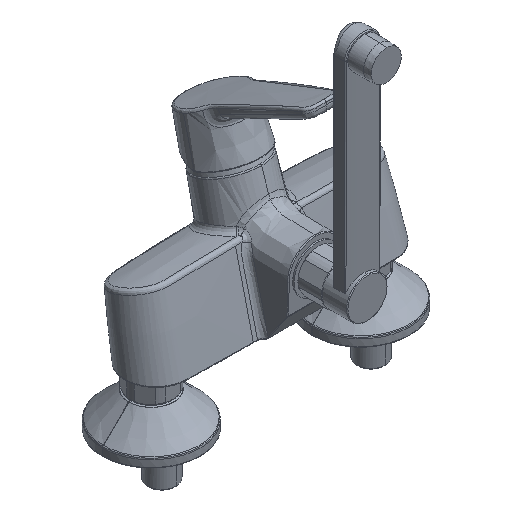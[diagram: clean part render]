
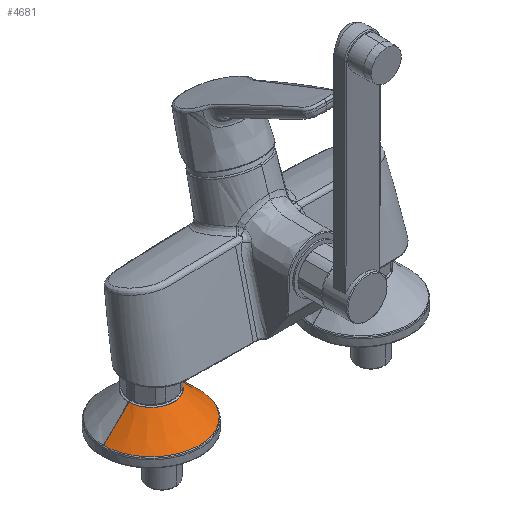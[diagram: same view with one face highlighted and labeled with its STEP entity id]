
A CAD part, isometric view. The second image highlights one B-rep face of the part: STEP entity #4681.
In plain terms, the highlighted conical face has half-angle 45.496 degrees and reference radius 35 mm.
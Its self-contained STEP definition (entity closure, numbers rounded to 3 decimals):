
#286 = CARTESIAN_POINT ( 'NONE',  ( -101.061, -23.002, -18.511 ) ) ;
#417 = CARTESIAN_POINT ( 'NONE',  ( -59.898, -31.19, -18.511 ) ) ;
#1062 = AXIS2_PLACEMENT_3D ( 'NONE', #24467, #15591, #33477 ) ;
#1216 = DIRECTION ( 'NONE',  ( 0., 0., -1. ) ) ;
#3155 = CARTESIAN_POINT ( 'NONE',  ( -109.545, -2.52, -18.511 ) ) ;
#3275 = CARTESIAN_POINT ( 'NONE',  ( -96.128, -27.621, -18.511 ) ) ;
#3402 = CARTESIAN_POINT ( 'NONE',  ( -54.158, -27.621, -18.511 ) ) ;
#4487 = CIRCLE ( 'NONE', #9682, 16.252 ) ;
#4646 = CARTESIAN_POINT ( 'NONE',  ( -40.143, -0.268, -19.099 ) ) ;
#4681 = ADVANCED_FACE ( 'NONE', ( #38433 ), #14605, .T. ) ;
#5803 = ORIENTED_EDGE ( 'NONE', *, *, #33954, .T. ) ;
#6285 = CARTESIAN_POINT ( 'NONE',  ( -90.388, -31.19, -18.511 ) ) ;
#6410 = CARTESIAN_POINT ( 'NONE',  ( -49.225, -23.002, -18.511 ) ) ;
#6609 = CARTESIAN_POINT ( 'NONE',  ( -40.741, -0.268, -18.511 ) ) ;
#7179 = ORIENTED_EDGE ( 'NONE', *, *, #33982, .T. ) ;
#8186 = VERTEX_POINT ( 'NONE', #18773 ) ;
#9276 = CARTESIAN_POINT ( 'NONE',  ( -84.063, -33.57, -18.511 ) ) ;
#9408 = CARTESIAN_POINT ( 'NONE',  ( -45.288, -17.509, -18.511 ) ) ;
#9682 = AXIS2_PLACEMENT_3D ( 'NONE', #19071, #1216, #22079 ) ;
#12159 = CARTESIAN_POINT ( 'NONE',  ( -108.445, -9.188, -18.511 ) ) ;
#12287 = CARTESIAN_POINT ( 'NONE',  ( -77.395, -34.67, -18.511 ) ) ;
#12415 = CARTESIAN_POINT ( 'NONE',  ( -42.498, -11.353, -18.511 ) ) ;
#13986 = CARTESIAN_POINT ( 'NONE',  ( -58.891, -0.268, -0.672 ) ) ;
#14605 = CONICAL_SURFACE ( 'NONE', #1062, 35., 0.794 ) ;
#15147 = CARTESIAN_POINT ( 'NONE',  ( -106.065, -15.513, -18.511 ) ) ;
#15273 = CARTESIAN_POINT ( 'NONE',  ( -70.64, -34.448, -18.511 ) ) ;
#15398 = CARTESIAN_POINT ( 'NONE',  ( -40.963, -4.771, -18.511 ) ) ;
#15591 = DIRECTION ( 'NONE',  ( 0., 0., -1. ) ) ;
#15738 = EDGE_CURVE ( 'NONE', #37075, #27731, #19595, .T. ) ;
#16625 = CARTESIAN_POINT ( 'NONE',  ( -109.545, -0.268, -18.511 ) ) ;
#17681 = VECTOR ( 'NONE', #19382, 1000. ) ;
#18140 = CARTESIAN_POINT ( 'NONE',  ( -102.496, -21.253, -18.511 ) ) ;
#18265 = CARTESIAN_POINT ( 'NONE',  ( -64.058, -32.913, -18.511 ) ) ;
#18398 = CARTESIAN_POINT ( 'NONE',  ( -40.741, -0.268, -18.511 ) ) ;
#18773 = CARTESIAN_POINT ( 'NONE',  ( -91.395, -0.268, -0.672 ) ) ;
#19071 = CARTESIAN_POINT ( 'NONE',  ( -75.143, -0.268, -0.672 ) ) ;
#19203 = EDGE_CURVE ( 'NONE', #34188, #27731, #33560, .T. ) ;
#19382 = DIRECTION ( 'NONE',  ( 0.713, 0., -0.701 ) ) ;
#19424 = VECTOR ( 'NONE', #33957, 1000. ) ;
#19595 = B_SPLINE_CURVE_WITH_KNOTS ( 'NONE', 3,
 ( #21026, #3155, #30001, #12159, #33023, #15147, #36034, #18140, #286, #21154, #3275, #24148, #6285, #27149, #9276, #30127, #12287, #33148, #15273, #36169, #18265, #417, #21278, #3402, #24271, #6410, #27274, #9408, #30256, #12415, #33282, #15398, #36291, #18398 ),
 .UNSPECIFIED., .F., .F.,
 ( 4, 2, 2, 2, 2, 2, 2, 2, 2, 2, 2, 2, 2, 2, 2, 2, 4 ),
 ( 0., 0.031, 0.063, 0.094, 0.125, 0.156, 0.188, 0.219, 0.25, 0.281, 0.313, 0.344, 0.375, 0.406, 0.437, 0.469, 0.5 ),
 .UNSPECIFIED. ) ;
#21026 = CARTESIAN_POINT ( 'NONE',  ( -109.545, -0.268, -18.511 ) ) ;
#21154 = CARTESIAN_POINT ( 'NONE',  ( -97.877, -26.186, -18.511 ) ) ;
#21278 = CARTESIAN_POINT ( 'NONE',  ( -57.902, -30.123, -18.511 ) ) ;
#21522 = EDGE_LOOP ( 'NONE', ( #34524, #5803, #7179, #27644 ) ) ;
#22079 = DIRECTION ( 'NONE',  ( -1., 0., 0. ) ) ;
#24148 = CARTESIAN_POINT ( 'NONE',  ( -92.384, -30.123, -18.511 ) ) ;
#24271 = CARTESIAN_POINT ( 'NONE',  ( -52.409, -26.186, -18.511 ) ) ;
#24467 = CARTESIAN_POINT ( 'NONE',  ( -75.143, -0.268, -19.099 ) ) ;
#27149 = CARTESIAN_POINT ( 'NONE',  ( -86.228, -32.913, -18.511 ) ) ;
#27274 = CARTESIAN_POINT ( 'NONE',  ( -47.79, -21.253, -18.511 ) ) ;
#27644 = ORIENTED_EDGE ( 'NONE', *, *, #15738, .T. ) ;
#27731 = VERTEX_POINT ( 'NONE', #6609 ) ;
#30001 = CARTESIAN_POINT ( 'NONE',  ( -109.323, -4.771, -18.511 ) ) ;
#30127 = CARTESIAN_POINT ( 'NONE',  ( -79.646, -34.448, -18.511 ) ) ;
#30256 = CARTESIAN_POINT ( 'NONE',  ( -44.221, -15.513, -18.511 ) ) ;
#33023 = CARTESIAN_POINT ( 'NONE',  ( -107.788, -11.353, -18.511 ) ) ;
#33148 = CARTESIAN_POINT ( 'NONE',  ( -72.891, -34.67, -18.511 ) ) ;
#33282 = CARTESIAN_POINT ( 'NONE',  ( -41.841, -9.188, -18.511 ) ) ;
#33477 = DIRECTION ( 'NONE',  ( -1., 0., 0. ) ) ;
#33560 = LINE ( 'NONE', #4646, #17681 ) ;
#33954 = EDGE_CURVE ( 'NONE', #34188, #8186, #4487, .T. ) ;
#33957 = DIRECTION ( 'NONE',  ( -0.713, 0., -0.701 ) ) ;
#33982 = EDGE_CURVE ( 'NONE', #8186, #37075, #35307, .T. ) ;
#34188 = VERTEX_POINT ( 'NONE', #13986 ) ;
#34524 = ORIENTED_EDGE ( 'NONE', *, *, #19203, .F. ) ;
#35307 = LINE ( 'NONE', #36972, #19424 ) ;
#36034 = CARTESIAN_POINT ( 'NONE',  ( -104.998, -17.509, -18.511 ) ) ;
#36169 = CARTESIAN_POINT ( 'NONE',  ( -66.223, -33.57, -18.511 ) ) ;
#36291 = CARTESIAN_POINT ( 'NONE',  ( -40.741, -2.52, -18.511 ) ) ;
#36972 = CARTESIAN_POINT ( 'NONE',  ( -110.143, -0.268, -19.099 ) ) ;
#37075 = VERTEX_POINT ( 'NONE', #16625 ) ;
#38433 = FACE_OUTER_BOUND ( 'NONE', #21522, .T. ) ;
